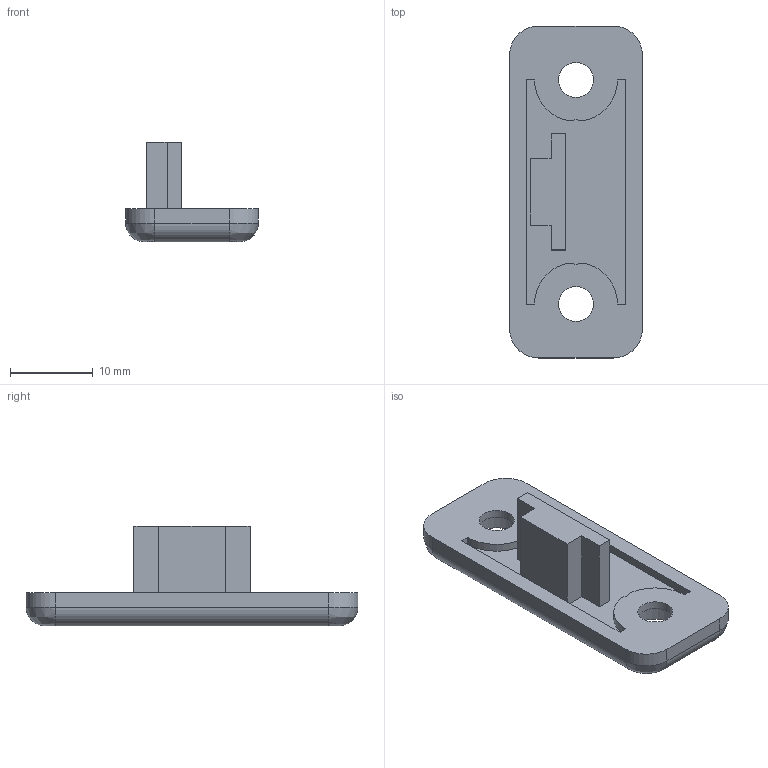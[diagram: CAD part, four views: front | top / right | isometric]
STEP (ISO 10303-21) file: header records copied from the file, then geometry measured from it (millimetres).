
FILE_DESCRIPTION((''),'2;1');
FILE_NAME('SZ0053S-A.stp','2013-08-20T10:09:10',('janine behrens'),(''),'Autodesk Inventor 2012','Autodesk Inventor 2012','');
FILE_SCHEMA(('AUTOMOTIVE_DESIGN { 1 0 10303 214 1 1 1 1 }'));
Length unit declared in the file: millimetre
Products named in the file (1): SZ0053S-A
Bounding box: 16 x 40 x 12 mm (x, y, z)
Volume: 2216.3 mm3; surface area: 2121.9 mm2
Topology: 1 solids, 1 shells, 48 faces, 118 edges, 76 vertices
Faces by surface type: plane 28, cylinder 16, bspline 4
Full cylindrical faces by diameter (mm): 4.2 x2, 8.2 x2
Entity records: 1590 total; most frequent: CARTESIAN_POINT 415, DIRECTION 240, ORIENTED_EDGE 228, EDGE_CURVE 114, AXIS2_PLACEMENT_3D 81, VECTOR 78, LINE 78, VERTEX_POINT 76
